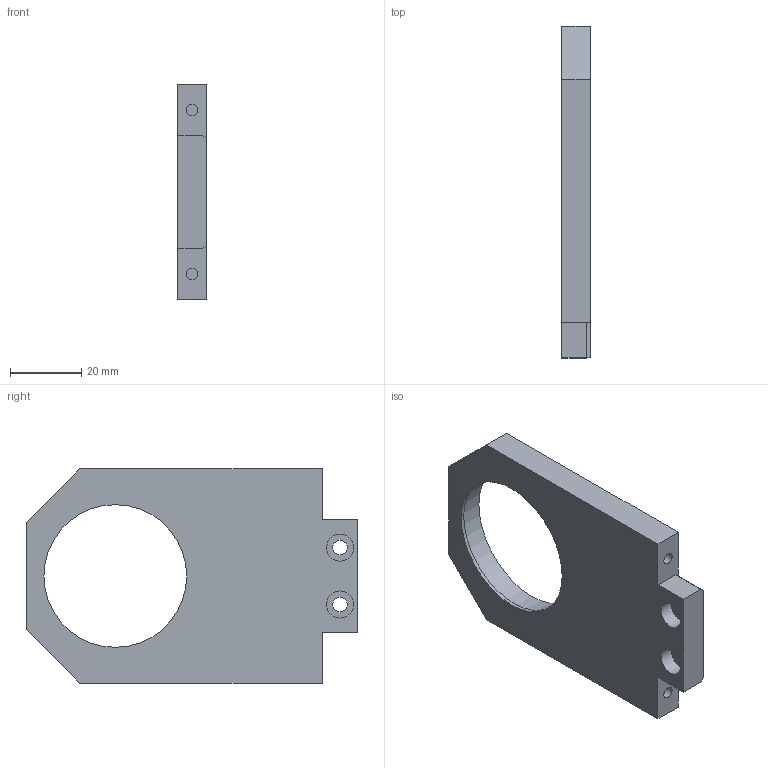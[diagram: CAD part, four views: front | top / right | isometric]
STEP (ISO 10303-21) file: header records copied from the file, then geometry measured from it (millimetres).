
FILE_DESCRIPTION(/* description */ (''),/* implementation_level */ '2;1');
FILE_NAME(/* name */ '',/* time_stamp */ '2025-04-17T15:14:09+08:00',/* author */ (''),/* organization */ (''),/* preprocessor_version */ 'ST-DEVELOPER v20.1',/* originating_system */ 'Autodesk Translation Framework v14.4.0.0',/* authorisation */ '');
FILE_SCHEMA (('AUTOMOTIVE_DESIGN { 1 0 10303 214 3 1 1 }'));
Length unit declared in the file: millimetre
Products named in the file (1): 轴承支座
Bounding box: 8 x 93 x 60 mm (x, y, z)
Volume: 28936.4 mm3; surface area: 11490.5 mm2
Topology: 1 solids, 1 shells, 27 faces, 60 edges, 40 vertices
Faces by surface type: plane 19, cylinder 8
Full cylindrical faces by diameter (mm): 3.3 x2, 4.1 x2, 7.6 x2, 40 x1, 42 x1
Entity records: 802 total; most frequent: DIRECTION 132, CARTESIAN_POINT 128, ORIENTED_EDGE 120, EDGE_CURVE 60, LINE 44, VECTOR 44, AXIS2_PLACEMENT_3D 44, VERTEX_POINT 40
